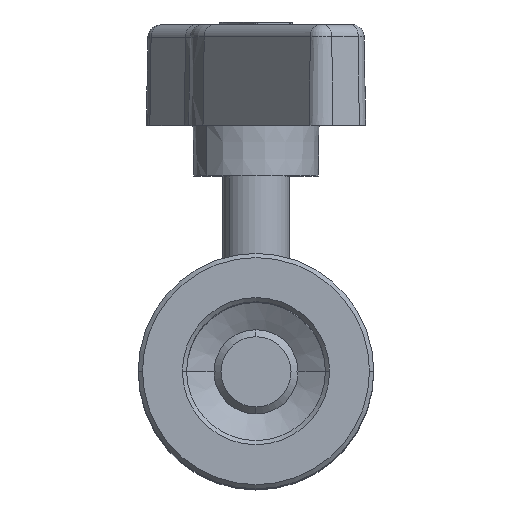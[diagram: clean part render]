
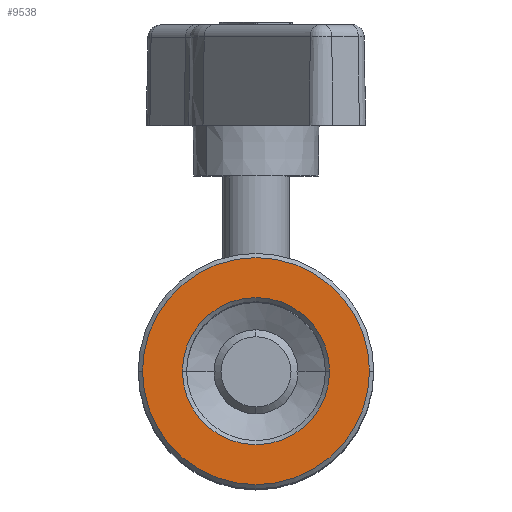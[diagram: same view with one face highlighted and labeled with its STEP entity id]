
A CAD part, top view. The second image highlights one B-rep face of the part: STEP entity #9538.
In plain terms, the highlighted planar face has unit normal (0, 0, 1).
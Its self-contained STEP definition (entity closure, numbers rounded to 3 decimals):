
#63 = CIRCLE ( 'NONE', #9952, 8.75 ) ;
#534 = VERTEX_POINT ( 'NONE', #8042 ) ;
#824 = DIRECTION ( 'NONE',  ( 0., 0., -1. ) ) ;
#929 = CARTESIAN_POINT ( 'NONE',  ( 0., 0., 77. ) ) ;
#1190 = CARTESIAN_POINT ( 'NONE',  ( 0., 14., 77. ) ) ;
#1258 = FACE_BOUND ( 'NONE', #8250, .T. ) ;
#1487 = DIRECTION ( 'NONE',  ( -1., 0., 0. ) ) ;
#1746 = AXIS2_PLACEMENT_3D ( 'NONE', #929, #824, #5145 ) ;
#2087 = EDGE_CURVE ( 'NONE', #534, #9158, #3220, .T. ) ;
#2259 = CARTESIAN_POINT ( 'NONE',  ( 0., 0., 77. ) ) ;
#2353 = CARTESIAN_POINT ( 'NONE',  ( 13.5, 0., 77. ) ) ;
#2417 = ORIENTED_EDGE ( 'NONE', *, *, #8219, .T. ) ;
#2781 = DIRECTION ( 'NONE',  ( -1., 0., 0. ) ) ;
#3220 = CIRCLE ( 'NONE', #9998, 13.5 ) ;
#3234 = CIRCLE ( 'NONE', #10485, 13.5 ) ;
#3344 = VERTEX_POINT ( 'NONE', #9807 ) ;
#3611 = FACE_OUTER_BOUND ( 'NONE', #5529, .T. ) ;
#3791 = DIRECTION ( 'NONE',  ( 0., 0., 1. ) ) ;
#3933 = DIRECTION ( 'NONE',  ( 0., 0., 1. ) ) ;
#4043 = DIRECTION ( 'NONE',  ( -1., 0., 0. ) ) ;
#4601 = VERTEX_POINT ( 'NONE', #10334 ) ;
#4804 = EDGE_CURVE ( 'NONE', #9158, #534, #3234, .T. ) ;
#4886 = AXIS2_PLACEMENT_3D ( 'NONE', #1190, #9630, #10474 ) ;
#4926 = CARTESIAN_POINT ( 'NONE',  ( 0., 0., 77. ) ) ;
#5145 = DIRECTION ( 'NONE',  ( -1., 0., 0. ) ) ;
#5372 = ORIENTED_EDGE ( 'NONE', *, *, #8140, .T. ) ;
#5529 = EDGE_LOOP ( 'NONE', ( #9627, #5794 ) ) ;
#5794 = ORIENTED_EDGE ( 'NONE', *, *, #4804, .T. ) ;
#6781 = CIRCLE ( 'NONE', #1746, 8.75 ) ;
#6874 = DIRECTION ( 'NONE',  ( 0., 0., -1. ) ) ;
#8042 = CARTESIAN_POINT ( 'NONE',  ( -13.5, 0., 77. ) ) ;
#8140 = EDGE_CURVE ( 'NONE', #4601, #3344, #6781, .T. ) ;
#8219 = EDGE_CURVE ( 'NONE', #3344, #4601, #63, .T. ) ;
#8250 = EDGE_LOOP ( 'NONE', ( #5372, #2417 ) ) ;
#9158 = VERTEX_POINT ( 'NONE', #2353 ) ;
#9538 = ADVANCED_FACE ( 'NONE', ( #1258, #3611 ), #10365, .F. ) ;
#9627 = ORIENTED_EDGE ( 'NONE', *, *, #2087, .T. ) ;
#9630 = DIRECTION ( 'NONE',  ( 0., 0., -1. ) ) ;
#9807 = CARTESIAN_POINT ( 'NONE',  ( -8.75, 0., 77. ) ) ;
#9952 = AXIS2_PLACEMENT_3D ( 'NONE', #10337, #6874, #2781 ) ;
#9998 = AXIS2_PLACEMENT_3D ( 'NONE', #4926, #3791, #4043 ) ;
#10334 = CARTESIAN_POINT ( 'NONE',  ( 8.75, 0., 77. ) ) ;
#10337 = CARTESIAN_POINT ( 'NONE',  ( 0., 0., 77. ) ) ;
#10365 = PLANE ( 'NONE',  #4886 ) ;
#10474 = DIRECTION ( 'NONE',  ( -1., 0., 0. ) ) ;
#10485 = AXIS2_PLACEMENT_3D ( 'NONE', #2259, #3933, #1487 ) ;
